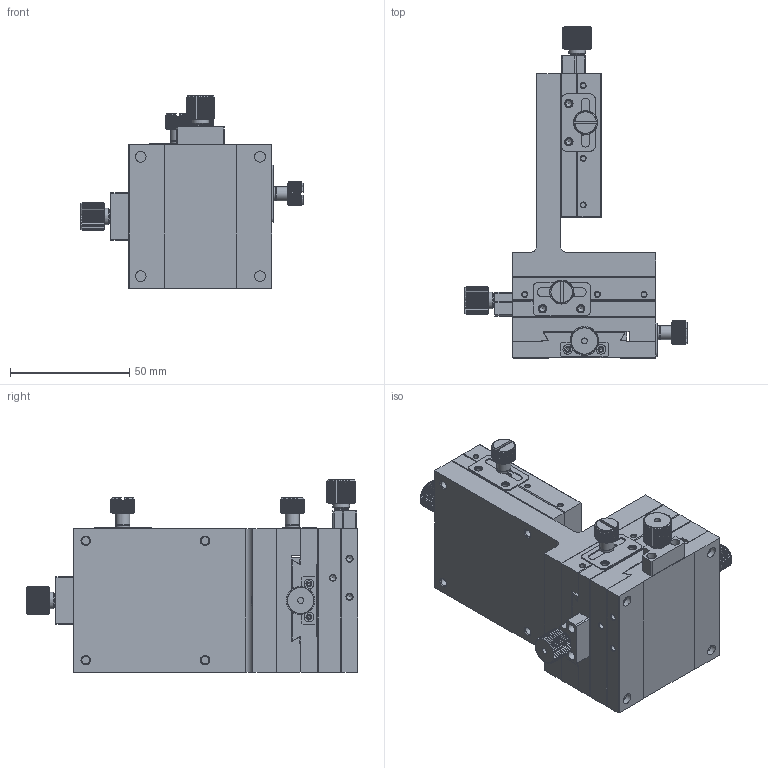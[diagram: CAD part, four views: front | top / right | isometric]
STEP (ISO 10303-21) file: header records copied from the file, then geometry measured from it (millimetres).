
FILE_DESCRIPTION (( 'STEP AP203' ), '1' );
FILE_NAME ('528843.STEP', '2024-10-16T06:36:29', ( 'Windows User' ), ( 'P R C' ), 'SwSTEP 2.0', 'SolidWorks 2020', '' );
FILE_SCHEMA (( 'CONFIG_CONTROL_DESIGN' ));
Products named in the file (1): 528843
Bounding box: 93 x 139 x 80.5 mm (x, y, z)
Volume: 253467.7 mm3; surface area: 100464.8 mm2
Topology: 10 solids, 13 shells, 2335 faces, 5360 edges, 3142 vertices
Faces by surface type: plane 985, cone 796, cylinder 551, bspline 3
Full cylindrical faces by diameter (mm): 1.567 x18, 2.013 x15, 2.459 x33, 2.5 x21, 3 x6, 3.2 x3, 3.242 x35, 3.5 x6, 4 x21, 4.5 x16, 5 x3, 6 x12, 7 x3, 8 x16
Entity records: 62999 total; most frequent: CARTESIAN_POINT 14089, DIRECTION 10055, ORIENTED_EDGE 9660, EDGE_CURVE 4830, AXIS2_PLACEMENT_3D 4167, VERTEX_POINT 3005, EDGE_LOOP 2951, FACE_OUTER_BOUND 2543
